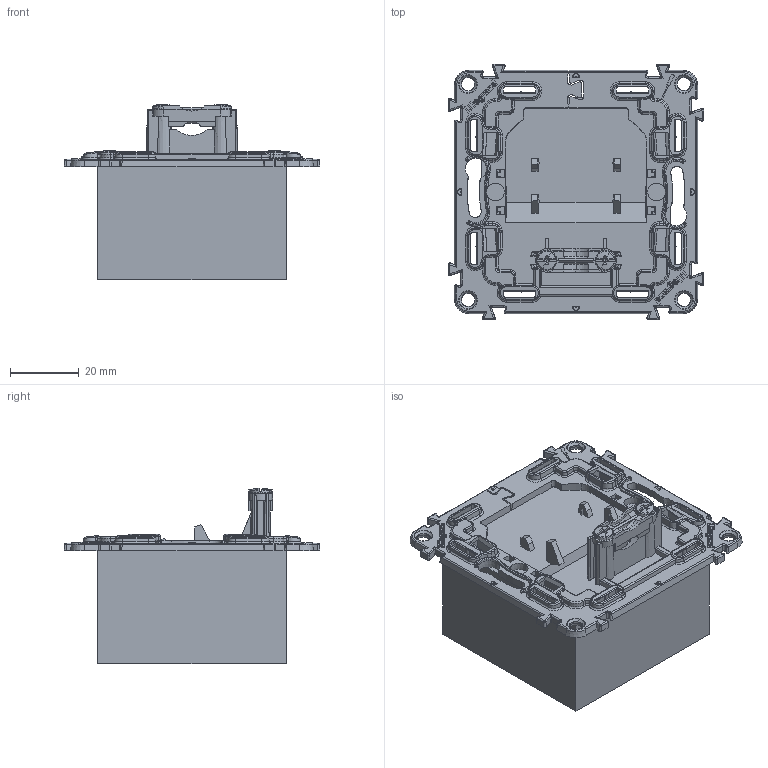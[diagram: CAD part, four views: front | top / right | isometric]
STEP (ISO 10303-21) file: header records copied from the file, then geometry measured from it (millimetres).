
FILE_DESCRIPTION(('CATIA V5 STEP Exchange','CAx-IF Rec.Pracs.--- Model Styling and Organization---1.4--- 2014-01-23'),'2;1');
FILE_NAME('753034_AllCATPart.stp','2020-02-13T10:35:50+00:00',('none'),('none'),'CATIA Version 5-6 Release 2017 SP3','CATIA V5 STEP AP214','none');
FILE_SCHEMA(('AUTOMOTIVE_DESIGN { 1 0 10303 214 1 1 1 1 }'));
Products named in the file (1): 753034_AllCATPart
Bounding box: 74.7 x 74.7 x 51.17 mm (x, y, z)
Volume: 108180.6 mm3; surface area: 25293.5 mm2
Topology: 1 solids, 20 shells, 5080 faces, 14326 edges, 9329 vertices
Faces by surface type: plane 3877, cylinder 434, bspline 398, cone 235, torus 96, sphere 28, extrusion 12
Entity records: 179538 total; most frequent: CARTESIAN_POINT 59484, ORIENTED_EDGE 28572, DIRECTION 18635, EDGE_CURVE 14286, VECTOR 9479, LINE 9467, VERTEX_POINT 9329, EDGE_LOOP 5215
